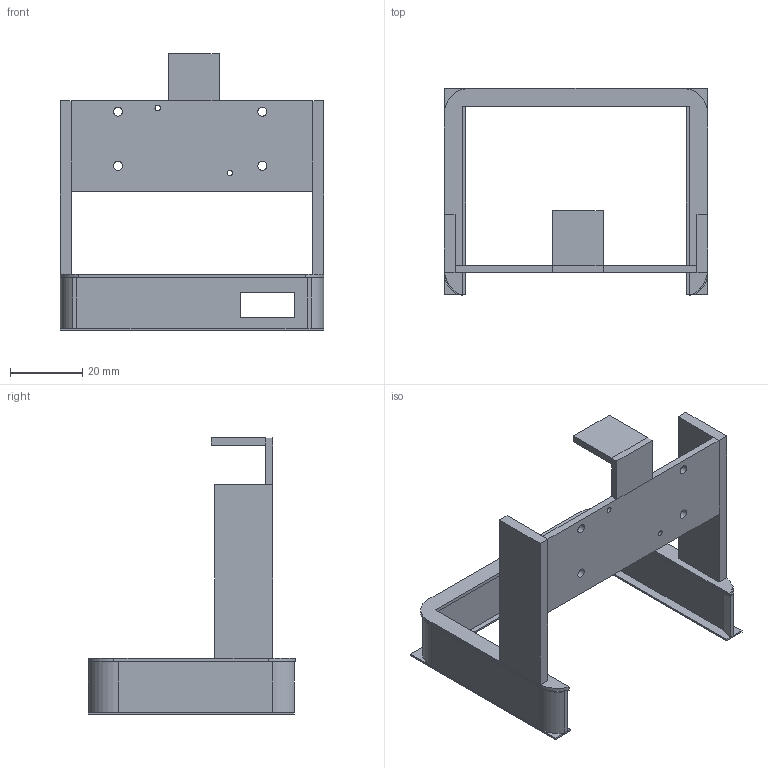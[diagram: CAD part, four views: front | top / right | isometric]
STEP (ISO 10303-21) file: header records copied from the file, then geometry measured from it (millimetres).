
FILE_DESCRIPTION(('FreeCAD Model'),'2;1');
FILE_NAME('Open CASCADE Shape Model','2024-12-04T11:39:59',(''),(''), 'Open CASCADE STEP processor 7.6','FreeCAD','Unknown');
FILE_SCHEMA(('AUTOMOTIVE_DESIGN { 1 0 10303 214 1 1 1 1 }'));
Length unit declared in the file: millimetre
Products named in the file (1): 的官方·给·
Bounding box: 73 x 57.35 x 76.5 mm (x, y, z)
Volume: 17894.7 mm3; surface area: 16090.5 mm2
Topology: 1 solids, 1 shells, 80 faces, 217 edges, 136 vertices
Faces by surface type: plane 66, cylinder 14
Full cylindrical faces by diameter (mm): 1.5 x2, 2.5 x4
Entity records: 2523 total; most frequent: CARTESIAN_POINT 434, ORIENTED_EDGE 434, DIRECTION 415, EDGE_CURVE 217, LINE 181, VECTOR 181, VERTEX_POINT 136, AXIS2_PLACEMENT_3D 117
